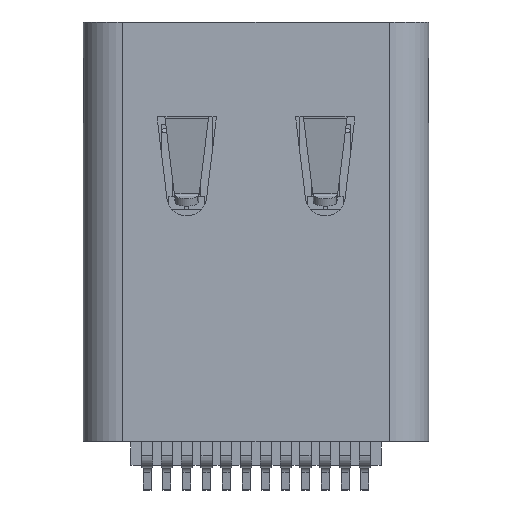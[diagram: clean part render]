
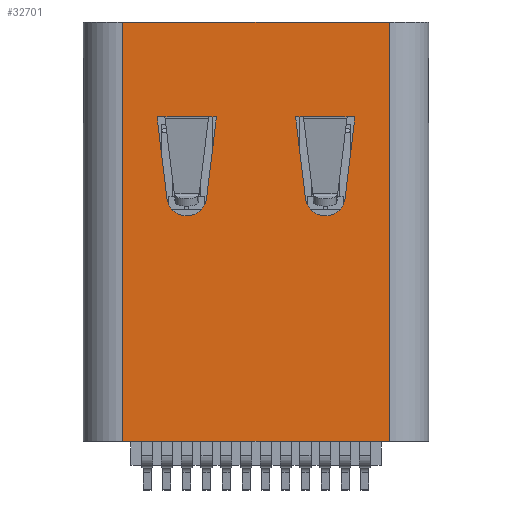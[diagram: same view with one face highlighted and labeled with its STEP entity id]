
A CAD part, front view. The second image highlights one B-rep face of the part: STEP entity #32701.
In plain terms, the highlighted face is planar.
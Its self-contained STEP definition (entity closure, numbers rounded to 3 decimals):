
#917=CIRCLE('',#34768,0.504);
#918=CIRCLE('',#34769,0.504);
#5597=ORIENTED_EDGE('',*,*,#13174,.F.);
#5598=ORIENTED_EDGE('',*,*,#13175,.T.);
#5599=ORIENTED_EDGE('',*,*,#13176,.F.);
#5600=ORIENTED_EDGE('',*,*,#13147,.T.);
#5601=ORIENTED_EDGE('',*,*,#13177,.T.);
#5602=ORIENTED_EDGE('',*,*,#13178,.F.);
#5603=ORIENTED_EDGE('',*,*,#13179,.F.);
#5604=ORIENTED_EDGE('',*,*,#13180,.F.);
#5605=ORIENTED_EDGE('',*,*,#13181,.F.);
#5606=ORIENTED_EDGE('',*,*,#13182,.F.);
#5607=ORIENTED_EDGE('',*,*,#13183,.F.);
#5608=ORIENTED_EDGE('',*,*,#13184,.T.);
#5609=ORIENTED_EDGE('',*,*,#13185,.F.);
#5610=ORIENTED_EDGE('',*,*,#13186,.T.);
#5611=ORIENTED_EDGE('',*,*,#13187,.T.);
#5612=ORIENTED_EDGE('',*,*,#13188,.F.);
#5613=ORIENTED_EDGE('',*,*,#13189,.F.);
#5614=ORIENTED_EDGE('',*,*,#13190,.F.);
#5615=ORIENTED_EDGE('',*,*,#13191,.F.);
#5616=ORIENTED_EDGE('',*,*,#13192,.F.);
#5617=ORIENTED_EDGE('',*,*,#13193,.F.);
#5618=ORIENTED_EDGE('',*,*,#13194,.F.);
#5619=ORIENTED_EDGE('',*,*,#13195,.T.);
#5620=ORIENTED_EDGE('',*,*,#13196,.T.);
#13147=EDGE_CURVE('',#17278,#17279,#21014,.T.);
#13174=EDGE_CURVE('',#17304,#17305,#21039,.T.);
#13175=EDGE_CURVE('',#17304,#17306,#21040,.T.);
#13176=EDGE_CURVE('',#17278,#17306,#21041,.T.);
#13177=EDGE_CURVE('',#17279,#17307,#21042,.T.);
#13178=EDGE_CURVE('',#17308,#17307,#21043,.T.);
#13179=EDGE_CURVE('',#17309,#17308,#21044,.T.);
#13180=EDGE_CURVE('',#17310,#17309,#917,.T.);
#13181=EDGE_CURVE('',#17311,#17310,#21045,.T.);
#13182=EDGE_CURVE('',#17305,#17311,#21046,.T.);
#13183=EDGE_CURVE('',#17312,#17313,#21047,.T.);
#13184=EDGE_CURVE('',#17312,#17314,#21048,.T.);
#13185=EDGE_CURVE('',#17315,#17314,#21049,.T.);
#13186=EDGE_CURVE('',#17315,#17316,#21050,.T.);
#13187=EDGE_CURVE('',#17316,#17317,#21051,.T.);
#13188=EDGE_CURVE('',#17318,#17317,#21052,.T.);
#13189=EDGE_CURVE('',#17319,#17318,#21053,.T.);
#13190=EDGE_CURVE('',#17320,#17319,#918,.T.);
#13191=EDGE_CURVE('',#17321,#17320,#21054,.T.);
#13192=EDGE_CURVE('',#17313,#17321,#21055,.T.);
#13193=EDGE_CURVE('',#17322,#17323,#21056,.T.);
#13194=EDGE_CURVE('',#17324,#17322,#21057,.T.);
#13195=EDGE_CURVE('',#17324,#17325,#21058,.T.);
#13196=EDGE_CURVE('',#17325,#17323,#21059,.T.);
#17278=VERTEX_POINT('',#48905);
#17279=VERTEX_POINT('',#48906);
#17304=VERTEX_POINT('',#48960);
#17305=VERTEX_POINT('',#48961);
#17306=VERTEX_POINT('',#48963);
#17307=VERTEX_POINT('',#48966);
#17308=VERTEX_POINT('',#48968);
#17309=VERTEX_POINT('',#48970);
#17310=VERTEX_POINT('',#48972);
#17311=VERTEX_POINT('',#48974);
#17312=VERTEX_POINT('',#48977);
#17313=VERTEX_POINT('',#48978);
#17314=VERTEX_POINT('',#48980);
#17315=VERTEX_POINT('',#48982);
#17316=VERTEX_POINT('',#48984);
#17317=VERTEX_POINT('',#48986);
#17318=VERTEX_POINT('',#48988);
#17319=VERTEX_POINT('',#48990);
#17320=VERTEX_POINT('',#48992);
#17321=VERTEX_POINT('',#48994);
#17322=VERTEX_POINT('',#48997);
#17323=VERTEX_POINT('',#48998);
#17324=VERTEX_POINT('',#49000);
#17325=VERTEX_POINT('',#49002);
#21014=LINE('',#48904,#25009);
#21039=LINE('',#48959,#25034);
#21040=LINE('',#48962,#25035);
#21041=LINE('',#48964,#25036);
#21042=LINE('',#48965,#25037);
#21043=LINE('',#48967,#25038);
#21044=LINE('',#48969,#25039);
#21045=LINE('',#48973,#25040);
#21046=LINE('',#48975,#25041);
#21047=LINE('',#48976,#25042);
#21048=LINE('',#48979,#25043);
#21049=LINE('',#48981,#25044);
#21050=LINE('',#48983,#25045);
#21051=LINE('',#48985,#25046);
#21052=LINE('',#48987,#25047);
#21053=LINE('',#48989,#25048);
#21054=LINE('',#48993,#25049);
#21055=LINE('',#48995,#25050);
#21056=LINE('',#48996,#25051);
#21057=LINE('',#48999,#25052);
#21058=LINE('',#49001,#25053);
#21059=LINE('',#49003,#25054);
#25009=VECTOR('',#39809,1000.);
#25034=VECTOR('',#39842,1000.);
#25035=VECTOR('',#39843,1000.);
#25036=VECTOR('',#39844,1000.);
#25037=VECTOR('',#39845,1000.);
#25038=VECTOR('',#39846,1000.);
#25039=VECTOR('',#39847,1000.);
#25040=VECTOR('',#39850,1000.);
#25041=VECTOR('',#39851,1000.);
#25042=VECTOR('',#39852,1000.);
#25043=VECTOR('',#39853,1000.);
#25044=VECTOR('',#39854,1000.);
#25045=VECTOR('',#39855,1000.);
#25046=VECTOR('',#39856,1000.);
#25047=VECTOR('',#39857,1000.);
#25048=VECTOR('',#39858,1000.);
#25049=VECTOR('',#39861,1000.);
#25050=VECTOR('',#39862,1000.);
#25051=VECTOR('',#39863,1000.);
#25052=VECTOR('',#39864,1000.);
#25053=VECTOR('',#39865,1000.);
#25054=VECTOR('',#39866,1000.);
#27788=EDGE_LOOP('',(#5597,#5598,#5599,#5600,#5601,#5602,#5603,#5604,#5605,
#5606));
#27789=EDGE_LOOP('',(#5607,#5608,#5609,#5610,#5611,#5612,#5613,#5614,#5615,
#5616));
#27790=EDGE_LOOP('',(#5617,#5618,#5619,#5620));
#29599=FACE_BOUND('',#27788,.T.);
#29600=FACE_BOUND('',#27789,.T.);
#29601=FACE_BOUND('',#27790,.T.);
#31292=PLANE('',#34767);
#32701=ADVANCED_FACE('',(#29599,#29600,#29601),#31292,.T.);
#34767=AXIS2_PLACEMENT_3D('',#48958,#39840,#39841);
#34768=AXIS2_PLACEMENT_3D('',#48971,#39848,#39849);
#34769=AXIS2_PLACEMENT_3D('',#48991,#39859,#39860);
#39809=DIRECTION('',(-1.,0.,0.));
#39840=DIRECTION('',(0.,0.,1.));
#39841=DIRECTION('',(1.,0.,0.));
#39842=DIRECTION('',(0.,1.,0.));
#39843=DIRECTION('',(-1.,0.,0.));
#39844=DIRECTION('',(1.,0.,0.));
#39845=DIRECTION('',(0.,1.,0.));
#39846=DIRECTION('',(1.,0.,0.));
#39847=DIRECTION('',(-0.121,-0.993,0.));
#39848=DIRECTION('',(0.,0.,1.));
#39849=DIRECTION('',(0.,-1.,0.));
#39850=DIRECTION('',(-0.121,0.993,0.));
#39851=DIRECTION('',(1.,0.,0.));
#39852=DIRECTION('',(0.,1.,0.));
#39853=DIRECTION('',(-1.,0.,0.));
#39854=DIRECTION('',(1.,0.,0.));
#39855=DIRECTION('',(-1.,0.,0.));
#39856=DIRECTION('',(0.,1.,0.));
#39857=DIRECTION('',(1.,0.,0.));
#39858=DIRECTION('',(-0.121,-0.993,0.));
#39859=DIRECTION('',(0.,0.,1.));
#39860=DIRECTION('',(0.,-1.,0.));
#39861=DIRECTION('',(-0.121,0.993,0.));
#39862=DIRECTION('',(1.,0.,0.));
#39863=DIRECTION('',(-1.,0.,0.));
#39864=DIRECTION('',(0.,-1.,0.));
#39865=DIRECTION('',(-1.,0.,0.));
#39866=DIRECTION('',(0.,-1.,0.));
#48904=CARTESIAN_POINT('',(1.2,-2.91,1.48));
#48905=CARTESIAN_POINT('',(1.2,-2.91,1.48));
#48906=CARTESIAN_POINT('',(1.198,-2.91,1.48));
#48958=CARTESIAN_POINT('',(-3.37,5.3,1.48));
#48959=CARTESIAN_POINT('',(2.302,-2.91,1.48));
#48960=CARTESIAN_POINT('',(2.302,-2.91,1.48));
#48961=CARTESIAN_POINT('',(2.302,-2.9,1.48));
#48962=CARTESIAN_POINT('',(1.2,-2.91,1.48));
#48963=CARTESIAN_POINT('',(2.3,-2.91,1.48));
#48964=CARTESIAN_POINT('',(1.2,-2.91,1.48));
#48965=CARTESIAN_POINT('',(1.198,-2.91,1.48));
#48966=CARTESIAN_POINT('',(1.198,-2.9,1.48));
#48967=CARTESIAN_POINT('',(1.,-2.9,1.48));
#48968=CARTESIAN_POINT('',(1.,-2.9,1.48));
#48969=CARTESIAN_POINT('',(1.25,-0.843,1.48));
#48970=CARTESIAN_POINT('',(1.25,-0.843,1.48));
#48971=CARTESIAN_POINT('',(1.75,-0.904,1.48));
#48972=CARTESIAN_POINT('',(2.25,-0.843,1.48));
#48973=CARTESIAN_POINT('',(2.5,-2.9,1.48));
#48974=CARTESIAN_POINT('',(2.5,-2.9,1.48));
#48975=CARTESIAN_POINT('',(2.3,-2.9,1.48));
#48976=CARTESIAN_POINT('',(-1.198,-2.91,1.48));
#48977=CARTESIAN_POINT('',(-1.198,-2.91,1.48));
#48978=CARTESIAN_POINT('',(-1.198,-2.9,1.48));
#48979=CARTESIAN_POINT('',(-2.3,-2.91,1.48));
#48980=CARTESIAN_POINT('',(-1.2,-2.91,1.48));
#48981=CARTESIAN_POINT('',(-2.3,-2.91,1.48));
#48982=CARTESIAN_POINT('',(-2.3,-2.91,1.48));
#48983=CARTESIAN_POINT('',(-2.3,-2.91,1.48));
#48984=CARTESIAN_POINT('',(-2.302,-2.91,1.48));
#48985=CARTESIAN_POINT('',(-2.302,-2.91,1.48));
#48986=CARTESIAN_POINT('',(-2.302,-2.9,1.48));
#48987=CARTESIAN_POINT('',(-2.3,-2.9,1.48));
#48988=CARTESIAN_POINT('',(-2.5,-2.9,1.48));
#48989=CARTESIAN_POINT('',(-2.25,-0.843,1.48));
#48990=CARTESIAN_POINT('',(-2.25,-0.843,1.48));
#48991=CARTESIAN_POINT('',(-1.75,-0.904,1.48));
#48992=CARTESIAN_POINT('',(-1.25,-0.843,1.48));
#48993=CARTESIAN_POINT('',(-1.,-2.9,1.48));
#48994=CARTESIAN_POINT('',(-1.,-2.9,1.48));
#48995=CARTESIAN_POINT('',(-1.,-2.9,1.48));
#48996=CARTESIAN_POINT('',(-3.37,-5.3,1.48));
#48997=CARTESIAN_POINT('',(3.37,-5.3,1.48));
#48998=CARTESIAN_POINT('',(-3.37,-5.3,1.48));
#48999=CARTESIAN_POINT('',(3.37,5.3,1.48));
#49000=CARTESIAN_POINT('',(3.37,5.3,1.48));
#49001=CARTESIAN_POINT('',(-3.37,5.3,1.48));
#49002=CARTESIAN_POINT('',(-3.37,5.3,1.48));
#49003=CARTESIAN_POINT('',(-3.37,5.3,1.48));
